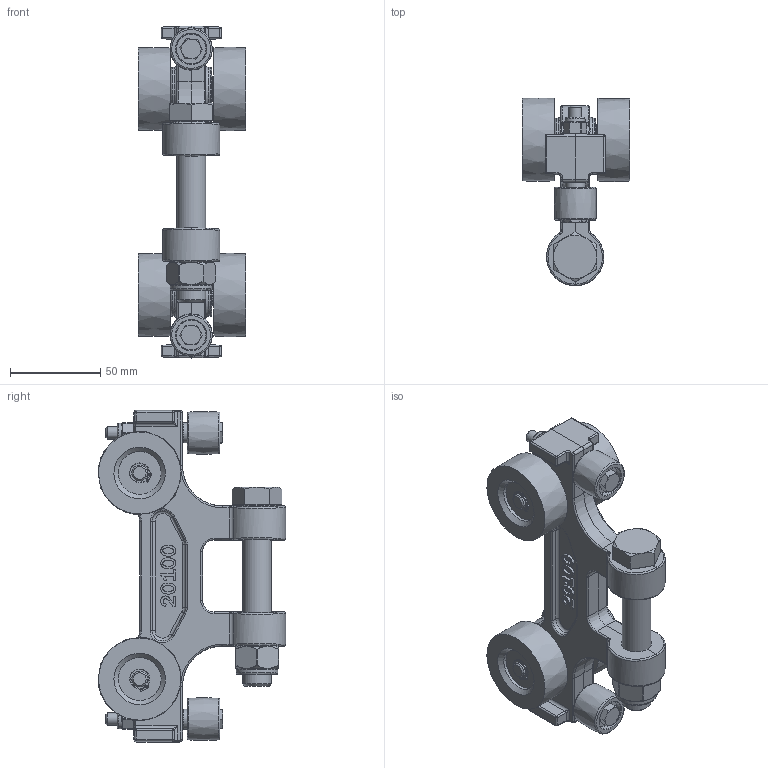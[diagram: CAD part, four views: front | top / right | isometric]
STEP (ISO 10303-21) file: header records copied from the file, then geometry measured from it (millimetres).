
FILE_DESCRIPTION((''),'2;1');
FILE_NAME('20100 ETA-4-5 SHORT BODY LOAD TROLLEY.stp','2014-01-08T15:44:31',('jholman'),(''),'Autodesk Inventor 2011','Autodesk Inventor 2011','');
FILE_SCHEMA(('AUTOMOTIVE_DESIGN { 1 0 10303 214 1 1 1 1 }'));
Length unit declared in the file: inch
Products named in the file (18): 20100; 59790M; 59790; 3D11D6B4A; 3D11F6B4A; 3D1185B4B; 3D11N9B4B; 3D11N7B4C; 3D11V6B4B; Hex Cap Screw - Metric M16 x 100; 3D11SWF4A; 3D11QWF4A; 3D11RWF4A; 3D11TWF4A; 3D11UWF4A; 3D110XF4B; 3D11Q9B4A; 3D1191G4A
Assembly tree (29 placements, depth 3):
  20100
    59790M
      59790
    3D11D6B4A  x4
    3D11F6B4A  x2
    3D1185B4B  x2
    3D11N9B4B  x4
      3D11N7B4C
      3D11V6B4B
    Hex Cap Screw - Metric M16 x 100
    3D11SWF4A  x2
      3D11QWF4A
      3D11RWF4A
      3D11TWF4A
      3D11UWF4A
    3D110XF4B  x2
    3D11Q9B4A  x2
    3D1191G4A
Bounding box: 59.84 x 103.86 x 184.15 mm (x, y, z)
Volume: 287170.3 mm3; surface area: 100060.5 mm2
Topology: 33 solids, 33 shells, 1304 faces, 3041 edges, 1835 vertices
Faces by surface type: plane 446, cylinder 304, bspline 302, torus 125, cone 115, sphere 12
Full cylindrical faces by diameter (mm): 1.041 x8, 1.194 x4, 6.35 x2, 6.909 x2, 7 x4, 7.036 x2, 7.099 x2, 7.137 x2, 9.525 x4, 10.249 x2, 11.176 x2, 12 x2, 12.7 x2, 13.386 x1, 13.843 x1, 15.011 x2, 16 x1, 16.669 x2, 16.866 x4, 16.993 x4, 17 x4, 17.374 x1, 22.49 x1, 23.114 x1, 23.813 x8, 28.6 x8
Entity records: 32847 total; most frequent: CARTESIAN_POINT 11245, ORIENTED_EDGE 4402, DIRECTION 4108, EDGE_CURVE 2201, AXIS2_PLACEMENT_3D 1550, VERTEX_POINT 1375, EDGE_LOOP 1130, VECTOR 1008
